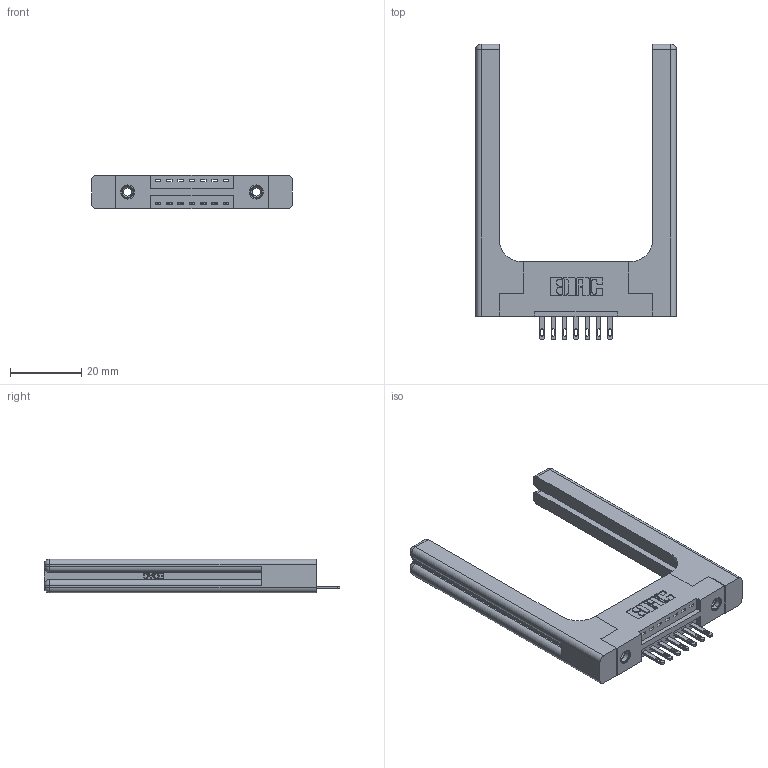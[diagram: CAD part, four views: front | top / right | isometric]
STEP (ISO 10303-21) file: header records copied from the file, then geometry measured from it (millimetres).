
FILE_DESCRIPTION (( 'STEP AP203' ), '1' );
FILE_NAME ('346-007-500-158.STEP', '2022-05-04T19:23:21', ( '' ), ( '' ), 'SwSTEP 2.0', 'SolidWorks 2020', '' );
FILE_SCHEMA (( 'CONFIG_CONTROL_DESIGN' ));
Length unit declared in the file: inch
Products named in the file (5): 346-220-058_345-220-058; 346-007-500-158; 345-250-001_345-250-001-102; 345-292-001_345-293-100; 346 Part_Flush Mounting Lugs - 0.156 Dia-TH
Assembly tree (12 placements, depth 2):
  346-007-500-158
    346 Part_Flush Mounting Lugs - 0.156 Dia-TH
    345-292-001_345-293-100  x7
    345-250-001_345-250-001-102  x2
    346-220-058_345-220-058  x2
Bounding box: 56.29 x 82.8 x 9.4 mm (x, y, z)
Volume: 12651.3 mm3; surface area: 11256 mm2
Topology: 12 solids, 12 shells, 770 faces, 2207 edges, 1450 vertices
Faces by surface type: plane 476, cylinder 234, bspline 36, cone 12, sphere 8, torus 4
Entity records: 14584 total; most frequent: CARTESIAN_POINT 3492, ORIENTED_EDGE 2228, DIRECTION 2056, EDGE_CURVE 1114, LINE 858, VECTOR 858, VERTEX_POINT 734, AXIS2_PLACEMENT_3D 599
